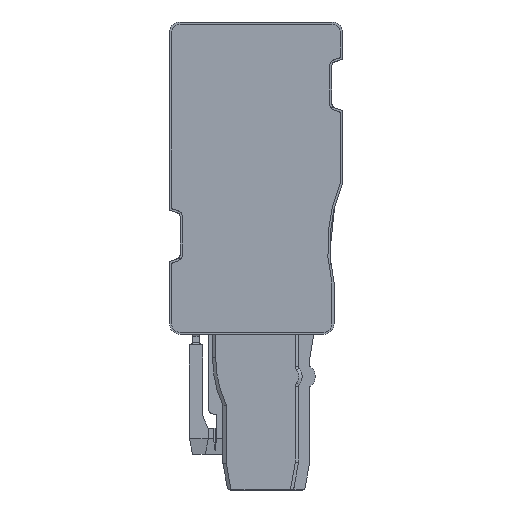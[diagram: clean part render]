
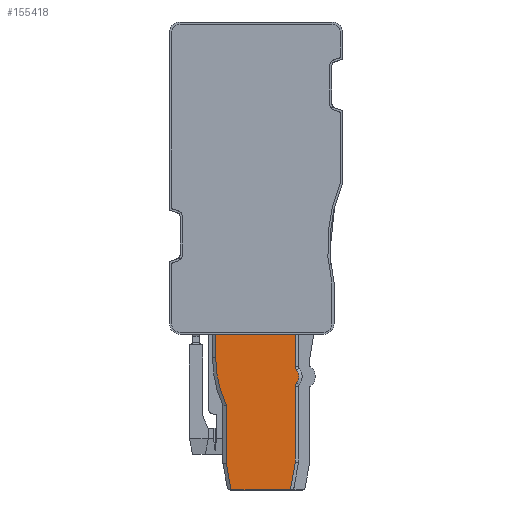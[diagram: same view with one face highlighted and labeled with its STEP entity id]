
A CAD part, left-side view. The second image highlights one B-rep face of the part: STEP entity #155418.
In plain terms, the highlighted planar face has unit normal (-1, 0, 0).
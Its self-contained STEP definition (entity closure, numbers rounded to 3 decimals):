
#150715=AXIS2_PLACEMENT_3D('Circle Axis2P3D',#150713,#150714,$) ;
#152644=AXIS2_PLACEMENT_3D('Circle Axis2P3D',#152642,#152643,$) ;
#152684=AXIS2_PLACEMENT_3D('Circle Axis2P3D',#152682,#152683,$) ;
#152723=AXIS2_PLACEMENT_3D('Circle Axis2P3D',#152721,#152722,$) ;
#155402=AXIS2_PLACEMENT_3D('Plane Axis2P3D',#155399,#155400,#155401) ;
#8549=CARTESIAN_POINT('Vertex',(0.7,12.1,14.85)) ;
#8552=CARTESIAN_POINT('Line Origine',(0.7,8.3,14.85)) ;
#8556=CARTESIAN_POINT('Vertex',(0.7,4.5,14.85)) ;
#150713=CARTESIAN_POINT('Axis2P3D Location',(0.7,1.4,12.633)) ;
#150717=CARTESIAN_POINT('Vertex',(0.7,11.1,8.116)) ;
#150719=CARTESIAN_POINT('Vertex',(0.7,12.1,12.633)) ;
#150749=CARTESIAN_POINT('Vertex',(0.7,11.1,2.578)) ;
#150754=CARTESIAN_POINT('Line Origine',(0.7,11.1,7.425)) ;
#150896=CARTESIAN_POINT('Vertex',(0.7,10.645,0.)) ;
#150899=CARTESIAN_POINT('Line Origine',(0.7,11.955,7.425)) ;
#150951=CARTESIAN_POINT('Vertex',(0.7,4.971,0.)) ;
#150954=CARTESIAN_POINT('Line Origine',(0.7,7.808,0.)) ;
#152642=CARTESIAN_POINT('Axis2P3D Location',(0.7,3.9,11.788)) ;
#152646=CARTESIAN_POINT('Vertex',(0.7,4.5,11.788)) ;
#152648=CARTESIAN_POINT('Vertex',(0.7,4.36,11.403)) ;
#152682=CARTESIAN_POINT('Axis2P3D Location',(0.7,5.05,10.825)) ;
#152686=CARTESIAN_POINT('Vertex',(0.7,4.36,10.247)) ;
#152721=CARTESIAN_POINT('Axis2P3D Location',(0.7,3.9,9.862)) ;
#152725=CARTESIAN_POINT('Vertex',(0.7,4.5,9.862)) ;
#152745=CARTESIAN_POINT('Line Origine',(0.7,4.5,7.425)) ;
#152749=CARTESIAN_POINT('Vertex',(0.7,4.5,2.67)) ;
#152839=CARTESIAN_POINT('Line Origine',(0.7,4.027,5.351)) ;
#155284=CARTESIAN_POINT('Line Origine',(0.7,12.1,7.425)) ;
#155302=CARTESIAN_POINT('Line Origine',(0.7,4.5,7.425)) ;
#155399=CARTESIAN_POINT('Axis2P3D Location',(0.7,7.5,14.85)) ;
#8553=DIRECTION('Vector Direction',(0.,1.,0.)) ;
#150714=DIRECTION('Axis2P3D Direction',(1.,0.,0.)) ;
#150755=DIRECTION('Vector Direction',(0.,0.,1.)) ;
#150900=DIRECTION('Vector Direction',(0.,-0.174,-0.985)) ;
#150955=DIRECTION('Vector Direction',(0.,1.,0.)) ;
#152643=DIRECTION('Axis2P3D Direction',(1.,0.,0.)) ;
#152683=DIRECTION('Axis2P3D Direction',(1.,0.,0.)) ;
#152722=DIRECTION('Axis2P3D Direction',(1.,0.,0.)) ;
#152746=DIRECTION('Vector Direction',(0.,0.,1.)) ;
#152840=DIRECTION('Vector Direction',(0.,-0.174,0.985)) ;
#155285=DIRECTION('Vector Direction',(0.,0.,-1.)) ;
#155303=DIRECTION('Vector Direction',(0.,0.,1.)) ;
#155400=DIRECTION('Axis2P3D Direction',(1.,0.,-0.)) ;
#155401=DIRECTION('Axis2P3D XDirection',(0.,1.,0.)) ;
#8554=VECTOR('Line Direction',#8553,1.) ;
#150756=VECTOR('Line Direction',#150755,1.) ;
#150901=VECTOR('Line Direction',#150900,1.) ;
#150956=VECTOR('Line Direction',#150955,1.) ;
#152747=VECTOR('Line Direction',#152746,1.) ;
#152841=VECTOR('Line Direction',#152840,1.) ;
#155286=VECTOR('Line Direction',#155285,1.) ;
#155304=VECTOR('Line Direction',#155303,1.) ;
#155405=ORIENTED_EDGE('',*,*,#155288,.F.) ;
#155406=ORIENTED_EDGE('',*,*,#150721,.F.) ;
#155407=ORIENTED_EDGE('',*,*,#150758,.F.) ;
#155408=ORIENTED_EDGE('',*,*,#150903,.F.) ;
#155409=ORIENTED_EDGE('',*,*,#150958,.F.) ;
#155410=ORIENTED_EDGE('',*,*,#152843,.F.) ;
#155411=ORIENTED_EDGE('',*,*,#152751,.F.) ;
#155412=ORIENTED_EDGE('',*,*,#152727,.F.) ;
#155413=ORIENTED_EDGE('',*,*,#152688,.F.) ;
#155414=ORIENTED_EDGE('',*,*,#152650,.F.) ;
#155415=ORIENTED_EDGE('',*,*,#155306,.F.) ;
#155416=ORIENTED_EDGE('',*,*,#8558,.F.) ;
#155418=ADVANCED_FACE('PartBody',(#155417),#155403,.F.) ;
#150716=CIRCLE('generated circle',#150715,10.7) ;
#152645=CIRCLE('generated circle',#152644,0.6) ;
#152685=CIRCLE('generated circle',#152684,0.9) ;
#152724=CIRCLE('generated circle',#152723,0.6) ;
#8558=EDGE_CURVE('',#8550,#8557,#8555,.F.) ;
#150721=EDGE_CURVE('',#150718,#150720,#150716,.T.) ;
#150758=EDGE_CURVE('',#150750,#150718,#150757,.T.) ;
#150903=EDGE_CURVE('',#150897,#150750,#150902,.F.) ;
#150958=EDGE_CURVE('',#150952,#150897,#150957,.T.) ;
#152650=EDGE_CURVE('',#152647,#152649,#152645,.F.) ;
#152688=EDGE_CURVE('',#152649,#152687,#152685,.T.) ;
#152727=EDGE_CURVE('',#152687,#152726,#152724,.F.) ;
#152751=EDGE_CURVE('',#152726,#152750,#152748,.F.) ;
#152843=EDGE_CURVE('',#152750,#150952,#152842,.F.) ;
#155288=EDGE_CURVE('',#150720,#8550,#155287,.F.) ;
#155306=EDGE_CURVE('',#8557,#152647,#155305,.F.) ;
#155404=EDGE_LOOP('',(#155405,#155406,#155407,#155408,#155409,#155410,#155411,#155412,#155413,#155414,#155415,#155416)) ;
#155417=FACE_OUTER_BOUND('',#155404,.T.) ;
#8555=LINE('Line',#8552,#8554) ;
#150757=LINE('Line',#150754,#150756) ;
#150902=LINE('Line',#150899,#150901) ;
#150957=LINE('Line',#150954,#150956) ;
#152748=LINE('Line',#152745,#152747) ;
#152842=LINE('Line',#152839,#152841) ;
#155287=LINE('Line',#155284,#155286) ;
#155305=LINE('Line',#155302,#155304) ;
#155403=PLANE('',#155402) ;
#8550=VERTEX_POINT('',#8549) ;
#8557=VERTEX_POINT('',#8556) ;
#150718=VERTEX_POINT('',#150717) ;
#150720=VERTEX_POINT('',#150719) ;
#150750=VERTEX_POINT('',#150749) ;
#150897=VERTEX_POINT('',#150896) ;
#150952=VERTEX_POINT('',#150951) ;
#152647=VERTEX_POINT('',#152646) ;
#152649=VERTEX_POINT('',#152648) ;
#152687=VERTEX_POINT('',#152686) ;
#152726=VERTEX_POINT('',#152725) ;
#152750=VERTEX_POINT('',#152749) ;
